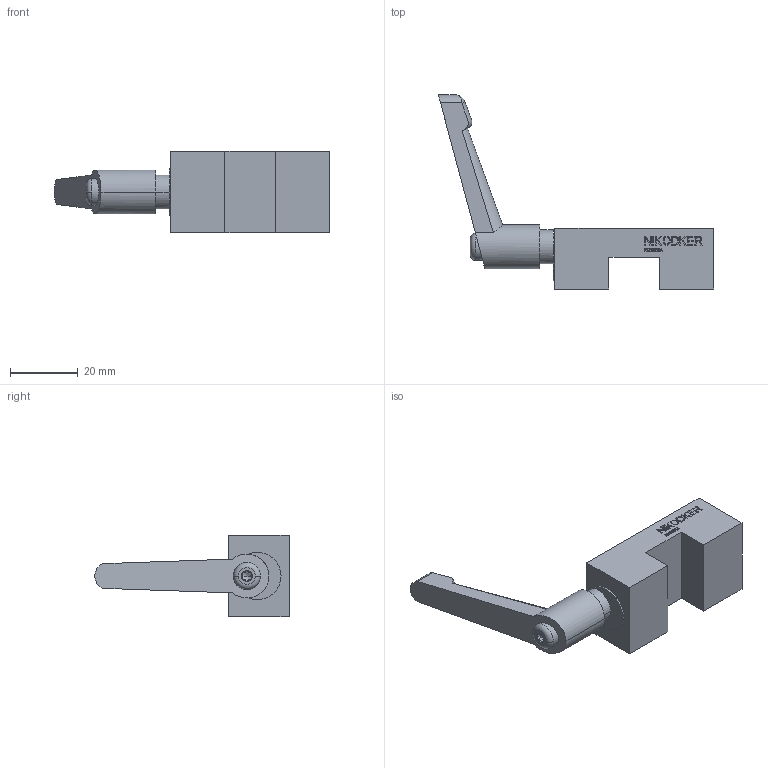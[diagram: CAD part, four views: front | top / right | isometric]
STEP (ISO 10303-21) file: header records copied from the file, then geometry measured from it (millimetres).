
FILE_DESCRIPTION((''),'2;1');
FILE_NAME('NK1501A','2023-07-08T22:51:58',('lx'),(''),'CREO PARAMETRIC BY PTC INC, 2018100','CREO PARAMETRIC BY PTC INC, 2018100','');
FILE_SCHEMA(('CONFIG_CONTROL_DESIGN'));
Length unit declared in the file: millimetre
Products named in the file (1): NK1501A
Bounding box: 81.5 x 57.5 x 24 mm (x, y, z)
Volume: 21598.9 mm3; surface area: 8163.9 mm2
Topology: 1 solids, 3 shells, 373 faces, 1012 edges, 672 vertices
Faces by surface type: plane 323, cylinder 36, cone 10, torus 4
Entity records: 11870 total; most frequent: CARTESIAN_POINT 2461, ORIENTED_EDGE 2018, DIRECTION 1763, EDGE_CURVE 1010, VECTOR 897, LINE 897, VERTEX_POINT 672, AXIS2_PLACEMENT_3D 433
